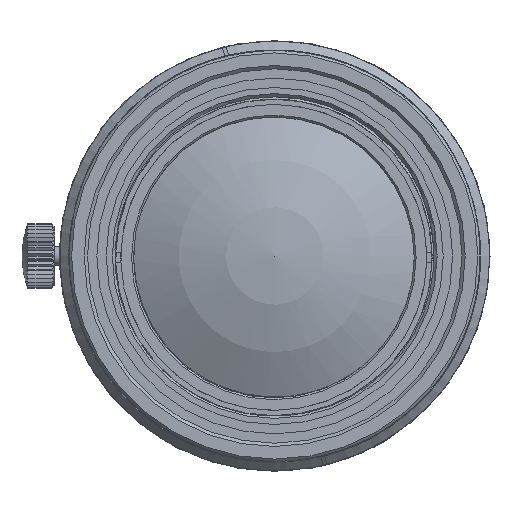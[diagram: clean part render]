
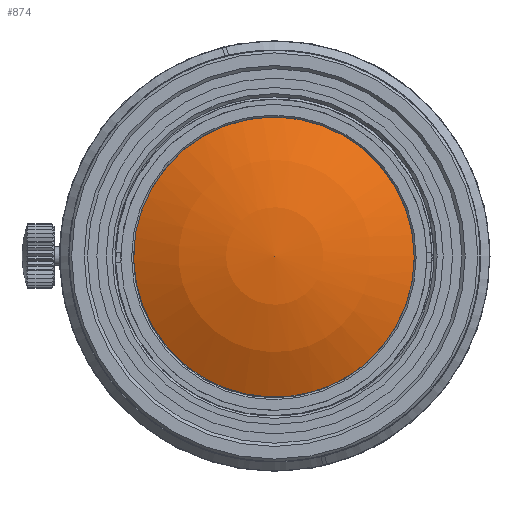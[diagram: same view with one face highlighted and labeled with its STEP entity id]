
A CAD part, left-side view. The second image highlights one B-rep face of the part: STEP entity #874.
In plain terms, the highlighted spherical face has radius 31.831 mm.
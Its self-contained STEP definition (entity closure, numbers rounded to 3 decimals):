
#167=SPHERICAL_SURFACE('',#8424,31.831);
#554=FACE_OUTER_BOUND('',#2355,.T.);
#874=ADVANCED_FACE('',(#554),#167,.T.);
#1508=CIRCLE('',#8423,15.07);
#2355=EDGE_LOOP('',(#4689,#4690));
#4689=ORIENTED_EDGE('',*,*,#7053,.F.);
#4690=ORIENTED_EDGE('',*,*,#7054,.T.);
#5851=VERTEX_POINT('',#16176);
#5852=VERTEX_POINT('',#16177);
#7053=EDGE_CURVE('',#5851,#5852,#1508,.T.);
#7054=EDGE_CURVE('',#5851,#5852,#7969,.T.);
#7969=B_SPLINE_CURVE_WITH_KNOTS('',3,(#16178,#16179,#16180,#16181,#16182,
#16183,#16184,#16185,#16186,#16187,#16188,#16189,#16190,#16191,#16192,#16193),
 .UNSPECIFIED.,.F.,.F.,(4,2,2,2,2,2,2,4),(0.,0.25,0.375,0.5,0.625,0.75,
0.875,1.),.UNSPECIFIED.);
#8423=AXIS2_PLACEMENT_3D('',#16175,#9531,#9532);
#8424=AXIS2_PLACEMENT_3D('',#16194,#9533,#9534);
#9531=DIRECTION('',(1.,0.,0.));
#9532=DIRECTION('',(0.,0.,-1.));
#9533=DIRECTION('',(1.,0.,0.));
#9534=DIRECTION('',(0.,-1.,0.));
#16175=CARTESIAN_POINT('',(-230.921,0.,0.));
#16176=CARTESIAN_POINT('',(-230.921,-8.652,-12.338));
#16177=CARTESIAN_POINT('',(-230.921,14.93,2.045));
#16178=CARTESIAN_POINT('',(-230.921,-8.652,-12.338));
#16179=CARTESIAN_POINT('',(-230.95,-12.693,-9.439));
#16180=CARTESIAN_POINT('',(-230.984,-15.08,-4.55));
#16181=CARTESIAN_POINT('',(-231.023,-14.806,2.878));
#16182=CARTESIAN_POINT('',(-231.033,-14.091,5.314));
#16183=CARTESIAN_POINT('',(-231.048,-11.61,9.549));
#16184=CARTESIAN_POINT('',(-231.052,-9.836,11.361));
#16185=CARTESIAN_POINT('',(-231.052,-5.623,13.936));
#16186=CARTESIAN_POINT('',(-231.048,-3.19,14.69));
#16187=CARTESIAN_POINT('',(-231.033,1.717,14.962));
#16188=CARTESIAN_POINT('',(-231.023,4.209,14.482));
#16189=CARTESIAN_POINT('',(-230.997,8.67,12.398));
#16190=CARTESIAN_POINT('',(-230.982,10.648,10.787));
#16191=CARTESIAN_POINT('',(-230.951,13.59,6.839));
#16192=CARTESIAN_POINT('',(-230.935,14.566,4.505));
#16193=CARTESIAN_POINT('',(-230.921,14.93,2.045));
#16194=CARTESIAN_POINT('',(-202.883,0.,0.));
